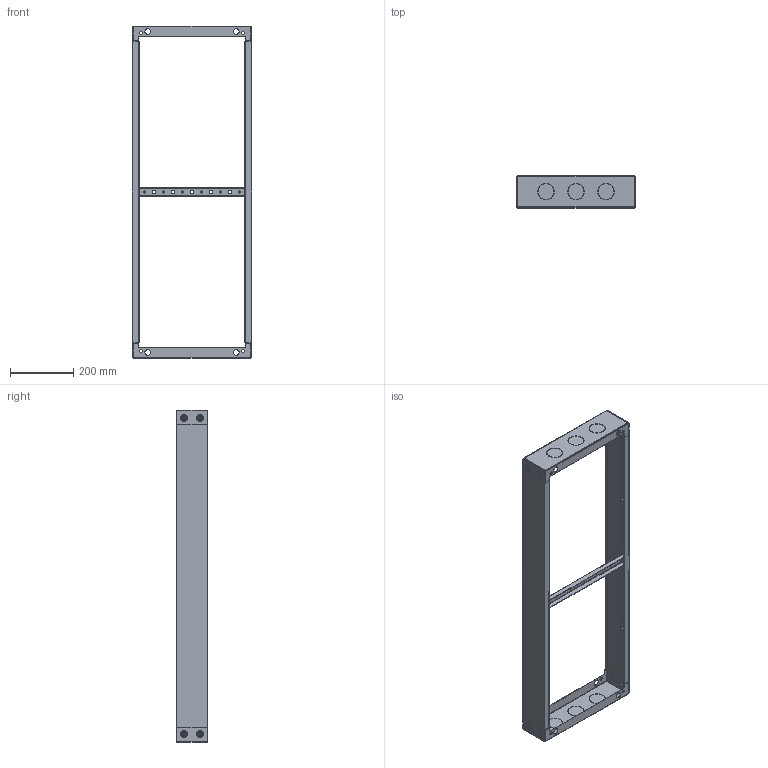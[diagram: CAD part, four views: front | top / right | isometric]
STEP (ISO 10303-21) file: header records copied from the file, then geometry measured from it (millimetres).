
FILE_DESCRIPTION((''),'2;1');
FILE_NAME('001336910_PH1_D3_W2_ASM','2023-01-27T11:34:29',('klemen.sitar'),('Audax d.o.o.'),'CREO PARAMETRIC BY PTC INC, 2021304','CREO PARAMETRIC BY PTC INC, 2021304','');
FILE_SCHEMA(('AP242_MANAGED_MODEL_BASED_3D_ENGINEERING_MIM_LF { 1 0 10303 442 1 1 4 }'));
Length unit declared in the file: millimetre
Products named in the file (8): X1_1_1_1_2_1; PP-METAL-PIECE_1_1_1_1; PP3-SCREW_1_1_1_1_1_1_1; P4_1_1_1_1_1_1_1_1_1_1; P4_1_1_1_1_1_1_1_1_ASM_1_ASM; PP3-SCREW_1_1_1_1_1_1_1_1_1_1; ASM0001_ASM_1_1_ASM_1_ASM_-6956_ASM; 001336910_PH1_D3_W2_ASM
Assembly tree (11 placements, depth 4):
  001336910_PH1_D3_W2_ASM
    X1_1_1_1_2_1  x2
    PP-METAL-PIECE_1_1_1_1
    ASM0001_ASM_1_1_ASM_1_ASM_-6956_ASM  x2
      P4_1_1_1_1_1_1_1_1_ASM_1_ASM
        PP3-SCREW_1_1_1_1_1_1_1  x2
        P4_1_1_1_1_1_1_1_1_1_1
      PP3-SCREW_1_1_1_1_1_1_1_1_1_1
Bounding box: 377.3 x 100 x 1050 mm (x, y, z)
Volume: 702151.3 mm3; surface area: 932274.6 mm2
Topology: 13 solids, 13 shells, 720 faces, 1939 edges, 1382 vertices
Faces by surface type: plane 326, cylinder 186, torus 120, cone 64, revolution 16, sphere 8
Entity records: 16793 total; most frequent: CARTESIAN_POINT 2150, DIRECTION 1990, ORIENTED_EDGE 1696, PRESENTATION_STYLE_ASSIGNMENT 1125, STYLED_ITEM 1125, CURVE_STYLE 918, EDGE_CURVE 848, AXIS2_PLACEMENT_3D 757
